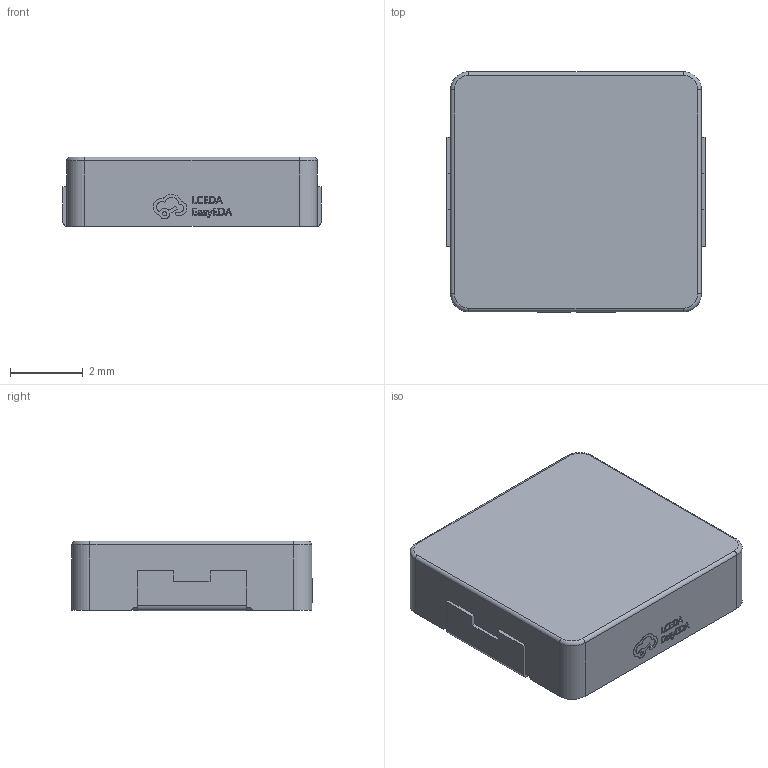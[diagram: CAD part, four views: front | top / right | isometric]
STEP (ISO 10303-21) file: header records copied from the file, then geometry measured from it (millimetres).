
FILE_DESCRIPTION (( 'STEP AP214' ), '1' );
FILE_NAME ('IND-SMD_L7.1-W6.6_SL0650.STEP', '2025-01-10T08:11:43', ( 'PC' ), ( 'Microsoft' ), 'SwSTEP 2.0', 'SolidWorks 2020', '' );
FILE_SCHEMA (( 'AUTOMOTIVE_DESIGN' ));
Length unit declared in the file: millimetre
Products named in the file (1): IND-SMD_L7.1-W6.6_SL0650
Bounding box: 7.1 x 6.61 x 1.91 mm (x, y, z)
Volume: 86.3 mm3; surface area: 170.6 mm2
Topology: 16 solids, 16 shells, 285 faces, 751 edges, 498 vertices
Faces by surface type: plane 171, bspline 98, cylinder 12, torus 4
Entity records: 12569 total; most frequent: CARTESIAN_POINT 2841, ORIENTED_EDGE 1502, DIRECTION 955, EDGE_CURVE 751, LINE 523, VECTOR 523, VERTEX_POINT 498, UNCERTAINTY_MEASURE_WITH_UNIT 303
